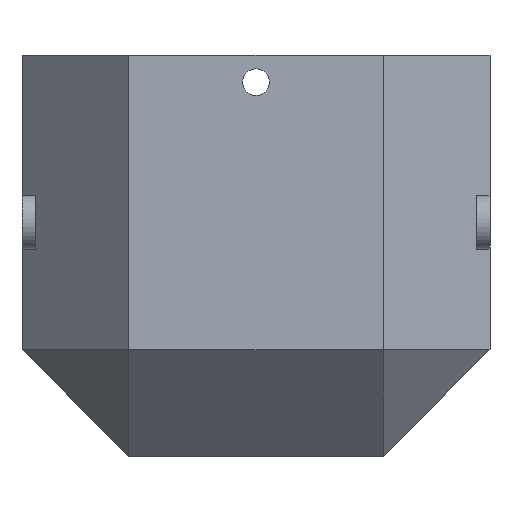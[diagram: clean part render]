
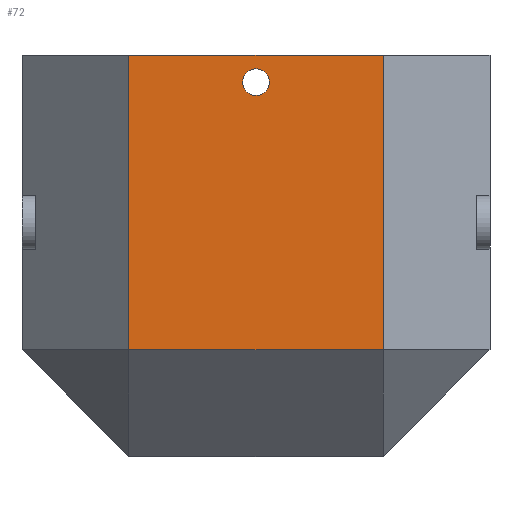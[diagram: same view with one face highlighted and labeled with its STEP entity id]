
A CAD part, front view. The second image highlights one B-rep face of the part: STEP entity #72.
In plain terms, the highlighted planar face has unit normal (0, -1, 0).
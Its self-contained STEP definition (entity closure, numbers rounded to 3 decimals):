
#72=ADVANCED_FACE('',(#318,#320),#322,.T.);
#318=FACE_BOUND('',#319,.T.);
#319=EDGE_LOOP('',(#735,#736,#737,#738));
#320=FACE_BOUND('',#321,.T.);
#321=EDGE_LOOP('',(#739));
#322=PLANE('',#323);
#323=AXIS2_PLACEMENT_3D('',#324,#325,#326);
#324=CARTESIAN_POINT('',(-35.,-35.,0.));
#325=DIRECTION('',(0.,-1.,0.));
#326=DIRECTION('',(1.,0.,0.));
#735=ORIENTED_EDGE('',*,*,#995,.T.);
#736=ORIENTED_EDGE('',*,*,#996,.F.);
#737=ORIENTED_EDGE('',*,*,#997,.F.);
#738=ORIENTED_EDGE('',*,*,#963,.T.);
#739=ORIENTED_EDGE('',*,*,#998,.T.);
#963=EDGE_CURVE('',#1136,#1134,#1137,.T.);
#995=EDGE_CURVE('',#1134,#1187,#1188,.T.);
#996=EDGE_CURVE('',#1189,#1187,#1190,.T.);
#997=EDGE_CURVE('',#1136,#1189,#1191,.T.);
#998=EDGE_CURVE('',#1192,#1192,#1193,.T.);
#1134=VERTEX_POINT('',#1448);
#1136=VERTEX_POINT('',#1452);
#1137=LINE('',#1453,#1454);
#1187=VERTEX_POINT('',#1571);
#1188=LINE('',#1572,#1573);
#1189=VERTEX_POINT('',#1575);
#1190=LINE('',#1576,#1577);
#1191=LINE('',#1579,#1580);
#1192=VERTEX_POINT('',#1582);
#1193=CIRCLE('',#1583,2.);
#1448=CARTESIAN_POINT('',(19.,-35.,16.));
#1452=CARTESIAN_POINT('',(-19.,-35.,16.));
#1453=CARTESIAN_POINT('',(-19.,-35.,16.));
#1454=VECTOR('',#1455,1.);
#1455=DIRECTION('',(1.,0.,0.));
#1571=CARTESIAN_POINT('',(19.,-35.,60.));
#1572=CARTESIAN_POINT('',(19.,-35.,16.));
#1573=VECTOR('',#1574,1.);
#1574=DIRECTION('',(0.,0.,1.));
#1575=CARTESIAN_POINT('',(-19.,-35.,60.));
#1576=CARTESIAN_POINT('',(-19.,-35.,60.));
#1577=VECTOR('',#1578,1.);
#1578=DIRECTION('',(1.,0.,0.));
#1579=CARTESIAN_POINT('',(-19.,-35.,16.));
#1580=VECTOR('',#1581,1.);
#1581=DIRECTION('',(0.,0.,1.));
#1582=CARTESIAN_POINT('',(-2.,-35.,56.));
#1583=AXIS2_PLACEMENT_3D('',#1584,#1585,#1586);
#1584=CARTESIAN_POINT('',(0.,-35.,56.));
#1585=DIRECTION('',(0.,1.,0.));
#1586=DIRECTION('',(-1.,0.,0.));
